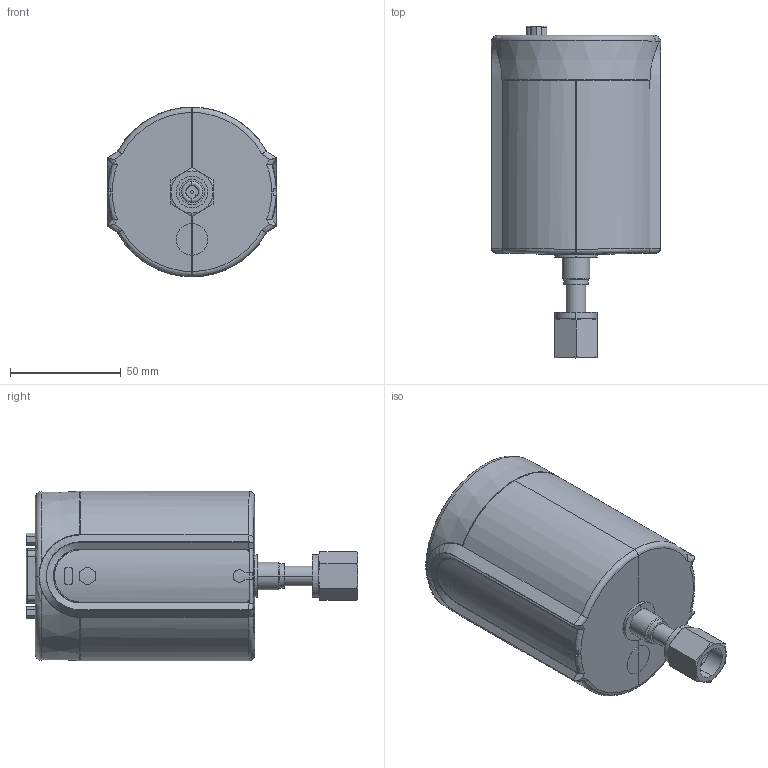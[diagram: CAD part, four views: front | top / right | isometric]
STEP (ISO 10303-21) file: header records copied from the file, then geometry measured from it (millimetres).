
FILE_DESCRIPTION (( 'STEP AP203' ), '1' );
FILE_NAME ('1052001-FITTING CD-4 VCR FEMALE.STEP', '2013-06-28T14:43:28', ( '' ), ( '' ), 'SwSTEP 2.0', 'SolidWorks 2012', '' );
FILE_SCHEMA (( 'CONFIG_CONTROL_DESIGN' ));
Length unit declared in the file: inch
Products named in the file (1): 1052001-FITTING CD-4 VCR FEMALE
Bounding box: 76.45 x 150.05 x 76.58 mm (x, y, z)
Surface area: 53356.5 mm2 (no closed solid volume)
Topology: 0 solids, 21 shells, 272 faces, 1618 edges, 1340 vertices
Faces by surface type: cylinder 102, plane 72, bspline 34, sphere 30, cone 27, torus 7
Entity records: 22035 total; most frequent: CARTESIAN_POINT 9519, DIRECTION 2683, ORIENTED_EDGE 2096, EDGE_CURVE 1555, VERTEX_POINT 1310, AXIS2_PLACEMENT_3D 1191, CIRCLE 952, EDGE_LOOP 620
